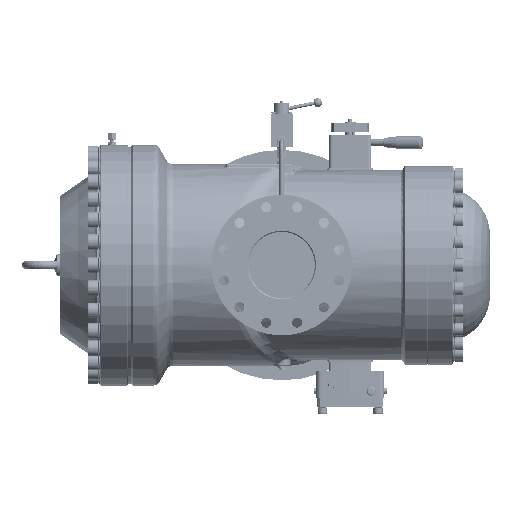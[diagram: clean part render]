
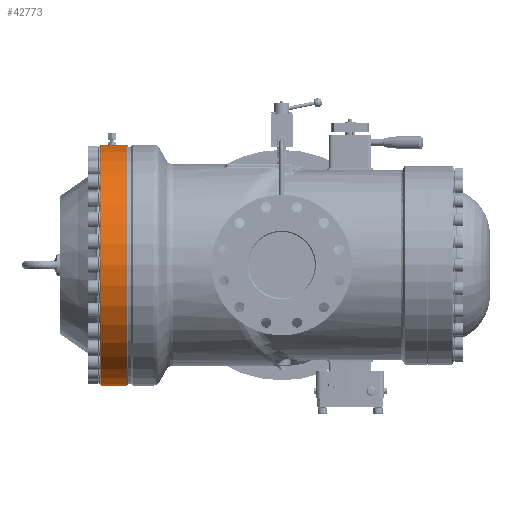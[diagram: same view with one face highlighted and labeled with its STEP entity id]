
A CAD part, left-side view. The second image highlights one B-rep face of the part: STEP entity #42773.
In plain terms, the highlighted cylindrical face has radius 272.5 mm (diameter 545 mm), a partial arc.
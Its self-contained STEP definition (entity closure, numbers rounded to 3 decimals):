
#3110 = ORIENTED_EDGE ( 'NONE', *, *, #181212, .F. ) ;
#3635 = DIRECTION ( 'NONE',  ( 0., 1., 0. ) ) ;
#3934 = CARTESIAN_POINT ( 'NONE',  ( -6.25, 383., 272.428 ) ) ;
#4417 = EDGE_CURVE ( 'NONE', #38630, #143508, #69082, .T. ) ;
#4619 = CARTESIAN_POINT ( 'NONE',  ( -2.011, 388.932, 272.493 ) ) ;
#5210 = FACE_OUTER_BOUND ( 'NONE', #165851, .T. ) ;
#10693 = CARTESIAN_POINT ( 'NONE',  ( -4.13, 378.291, 272.469 ) ) ;
#13823 = CIRCLE ( 'NONE', #106967, 272.5 ) ;
#15420 = VERTEX_POINT ( 'NONE', #98719 ) ;
#16987 = CARTESIAN_POINT ( 'NONE',  ( 0., 549.068, 272.5 ) ) ;
#17153 = DIRECTION ( 'NONE',  ( 0., 0., 1. ) ) ;
#18035 = DIRECTION ( 'NONE',  ( 0., -1., 0. ) ) ;
#19982 = CARTESIAN_POINT ( 'NONE',  ( -6.04, 384.618, 272.433 ) ) ;
#20552 = VERTEX_POINT ( 'NONE', #196100 ) ;
#20665 = CARTESIAN_POINT ( 'NONE',  ( -0.815, 389.21, 272.499 ) ) ;
#25327 = LINE ( 'NONE', #172245, #99876 ) ;
#26752 = CARTESIAN_POINT ( 'NONE',  ( -4.704, 378.879, 272.459 ) ) ;
#28117 = CARTESIAN_POINT ( 'NONE',  ( 0., 350., 0. ) ) ;
#28677 = AXIS2_PLACEMENT_3D ( 'NONE', #113276, #18035, #129321 ) ;
#31035 = ORIENTED_EDGE ( 'NONE', *, *, #110443, .T. ) ;
#35951 = CARTESIAN_POINT ( 'NONE',  ( -5.852, 385.205, 272.437 ) ) ;
#36634 = CARTESIAN_POINT ( 'NONE',  ( 0., 389.25, 272.5 ) ) ;
#38630 = VERTEX_POINT ( 'NONE', #133056 ) ;
#38982 = LINE ( 'NONE', #16987, #203284 ) ;
#42027 = CARTESIAN_POINT ( 'NONE',  ( -0.206, 376.75, 272.5 ) ) ;
#42699 = CARTESIAN_POINT ( 'NONE',  ( -5.086, 379.361, 272.453 ) ) ;
#42773 = ADVANCED_FACE ( 'NONE', ( #5210 ), #84811, .T. ) ;
#44063 = DIRECTION ( 'NONE',  ( 0., 0., 1. ) ) ;
#45553 = DIRECTION ( 'NONE',  ( 0., 1., 0. ) ) ;
#50592 = VECTOR ( 'NONE', #3635, 1000. ) ;
#51937 = CARTESIAN_POINT ( 'NONE',  ( -5.426, 386.129, 272.446 ) ) ;
#55097 = EDGE_CURVE ( 'NONE', #187135, #38630, #103698, .T. ) ;
#58030 = CARTESIAN_POINT ( 'NONE',  ( -0.82, 376.801, 272.499 ) ) ;
#58682 = CARTESIAN_POINT ( 'NONE',  ( -5.617, 380.229, 272.442 ) ) ;
#58903 = AXIS2_PLACEMENT_3D ( 'NONE', #191860, #65062, #17153 ) ;
#64767 = EDGE_CURVE ( 'NONE', #143508, #176580, #38982, .T. ) ;
#65062 = DIRECTION ( 'NONE',  ( 0., 1., 0. ) ) ;
#67891 = CARTESIAN_POINT ( 'NONE',  ( -4.708, 387.131, 272.459 ) ) ;
#69082 = B_SPLINE_CURVE_WITH_KNOTS ( 'NONE', 3,
 ( #3934, #162604, #194647, #115224, #19982, #131310, #35951, #147307, #51937, #163282, #67891, #179295, #83890, #195340, #99865, #4619, #115916, #20665, #132001, #36634 ),
 .UNSPECIFIED., .F., .F.,
 ( 4, 2, 2, 2, 2, 2, 2, 2, 2, 4 ),
 ( 0., 0.125, 0.187, 0.25, 0.375, 0.5, 0.625, 0.75, 0.875, 1. ),
 .UNSPECIFIED. ) ;
#70122 = ORIENTED_EDGE ( 'NONE', *, *, #55097, .T. ) ;
#73977 = CARTESIAN_POINT ( 'NONE',  ( -1.627, 376.952, 272.495 ) ) ;
#74654 = CARTESIAN_POINT ( 'NONE',  ( -6.05, 381.38, 272.433 ) ) ;
#83890 = CARTESIAN_POINT ( 'NONE',  ( -3.814, 387.968, 272.474 ) ) ;
#84811 = CYLINDRICAL_SURFACE ( 'NONE', #58903, 272.5 ) ;
#88612 = CIRCLE ( 'NONE', #28677, 272.5 ) ;
#89942 = CARTESIAN_POINT ( 'NONE',  ( -2.776, 377.385, 272.486 ) ) ;
#90621 = CARTESIAN_POINT ( 'NONE',  ( -6.25, 382.59, 272.428 ) ) ;
#93815 = ORIENTED_EDGE ( 'NONE', *, *, #193404, .T. ) ;
#98719 = CARTESIAN_POINT ( 'NONE',  ( 0., 350., -272.5 ) ) ;
#99865 = CARTESIAN_POINT ( 'NONE',  ( -2.771, 388.617, 272.486 ) ) ;
#99876 = VECTOR ( 'NONE', #45553, 1000. ) ;
#103698 = B_SPLINE_CURVE_WITH_KNOTS ( 'NONE', 3,
 ( #121304, #42027, #153370, #58030, #169397, #73977, #185395, #89942, #201385, #105961, #10693, #121981, #26752, #138058, #42699, #154025, #58682, #170051, #74654, #186055, #90621, #202078 ),
 .UNSPECIFIED., .F., .F.,
 ( 4, 2, 2, 2, 2, 2, 2, 2, 2, 2, 4 ),
 ( 0., 0.063, 0.125, 0.25, 0.375, 0.5, 0.563, 0.625, 0.75, 0.875, 1. ),
 .UNSPECIFIED. ) ;
#105961 = CARTESIAN_POINT ( 'NONE',  ( -3.817, 378.034, 272.473 ) ) ;
#106967 = AXIS2_PLACEMENT_3D ( 'NONE', #28117, #139437, #44063 ) ;
#109772 = CARTESIAN_POINT ( 'NONE',  ( 0., 389.25, 272.5 ) ) ;
#110443 = EDGE_CURVE ( 'NONE', #20552, #187135, #140244, .T. ) ;
#113276 = CARTESIAN_POINT ( 'NONE',  ( 0., 408., 0. ) ) ;
#114921 = CARTESIAN_POINT ( 'NONE',  ( 0., 549.068, 272.5 ) ) ;
#115224 = CARTESIAN_POINT ( 'NONE',  ( -6.09, 384.42, 272.432 ) ) ;
#115916 = CARTESIAN_POINT ( 'NONE',  ( -1.618, 389.051, 272.495 ) ) ;
#118195 = CARTESIAN_POINT ( 'NONE',  ( 0., 408., -272.5 ) ) ;
#121304 = CARTESIAN_POINT ( 'NONE',  ( 0., 376.75, 272.5 ) ) ;
#121981 = CARTESIAN_POINT ( 'NONE',  ( -4.566, 378.727, 272.462 ) ) ;
#128297 = DIRECTION ( 'NONE',  ( 0., 1., 0. ) ) ;
#129321 = DIRECTION ( 'NONE',  ( 0., 0., 1. ) ) ;
#131310 = CARTESIAN_POINT ( 'NONE',  ( -5.921, 385.01, 272.436 ) ) ;
#132001 = CARTESIAN_POINT ( 'NONE',  ( -0.409, 389.25, 272.5 ) ) ;
#133056 = CARTESIAN_POINT ( 'NONE',  ( -6.25, 383., 272.428 ) ) ;
#134574 = ORIENTED_EDGE ( 'NONE', *, *, #64767, .T. ) ;
#135489 = EDGE_CURVE ( 'NONE', #15420, #182823, #25327, .T. ) ;
#138058 = CARTESIAN_POINT ( 'NONE',  ( -4.963, 379.195, 272.455 ) ) ;
#139437 = DIRECTION ( 'NONE',  ( 0., -1., 0. ) ) ;
#140244 = LINE ( 'NONE', #114921, #50592 ) ;
#143508 = VERTEX_POINT ( 'NONE', #109772 ) ;
#147307 = CARTESIAN_POINT ( 'NONE',  ( -5.617, 385.771, 272.442 ) ) ;
#147562 = CARTESIAN_POINT ( 'NONE',  ( 0., 376.75, 272.5 ) ) ;
#153370 = CARTESIAN_POINT ( 'NONE',  ( -0.411, 376.76, 272.5 ) ) ;
#154025 = CARTESIAN_POINT ( 'NONE',  ( -5.426, 379.871, 272.446 ) ) ;
#159863 = ORIENTED_EDGE ( 'NONE', *, *, #135489, .F. ) ;
#162604 = CARTESIAN_POINT ( 'NONE',  ( -6.25, 383.41, 272.428 ) ) ;
#163282 = CARTESIAN_POINT ( 'NONE',  ( -4.969, 386.813, 272.455 ) ) ;
#165851 = EDGE_LOOP ( 'NONE', ( #159863, #3110, #31035, #70122, #193434, #134574, #93815 ) ) ;
#169397 = CARTESIAN_POINT ( 'NONE',  ( -1.024, 376.831, 272.498 ) ) ;
#170051 = CARTESIAN_POINT ( 'NONE',  ( -5.931, 380.987, 272.435 ) ) ;
#172245 = CARTESIAN_POINT ( 'NONE',  ( 0., 549.068, -272.5 ) ) ;
#176580 = VERTEX_POINT ( 'NONE', #187735 ) ;
#179295 = CARTESIAN_POINT ( 'NONE',  ( -4.128, 387.71, 272.469 ) ) ;
#181212 = EDGE_CURVE ( 'NONE', #20552, #15420, #13823, .T. ) ;
#182823 = VERTEX_POINT ( 'NONE', #118195 ) ;
#185395 = CARTESIAN_POINT ( 'NONE',  ( -2.017, 377.07, 272.493 ) ) ;
#186055 = CARTESIAN_POINT ( 'NONE',  ( -6.21, 382.184, 272.429 ) ) ;
#187135 = VERTEX_POINT ( 'NONE', #147562 ) ;
#187735 = CARTESIAN_POINT ( 'NONE',  ( 0., 408., 272.5 ) ) ;
#191860 = CARTESIAN_POINT ( 'NONE',  ( 0., 549.068, 0. ) ) ;
#193404 = EDGE_CURVE ( 'NONE', #176580, #182823, #88612, .T. ) ;
#193434 = ORIENTED_EDGE ( 'NONE', *, *, #4417, .T. ) ;
#194647 = CARTESIAN_POINT ( 'NONE',  ( -6.21, 383.815, 272.429 ) ) ;
#195340 = CARTESIAN_POINT ( 'NONE',  ( -3.131, 388.425, 272.482 ) ) ;
#196100 = CARTESIAN_POINT ( 'NONE',  ( 0., 350., 272.5 ) ) ;
#201385 = CARTESIAN_POINT ( 'NONE',  ( -3.138, 377.579, 272.482 ) ) ;
#202078 = CARTESIAN_POINT ( 'NONE',  ( -6.25, 383., 272.428 ) ) ;
#203284 = VECTOR ( 'NONE', #128297, 1000. ) ;
